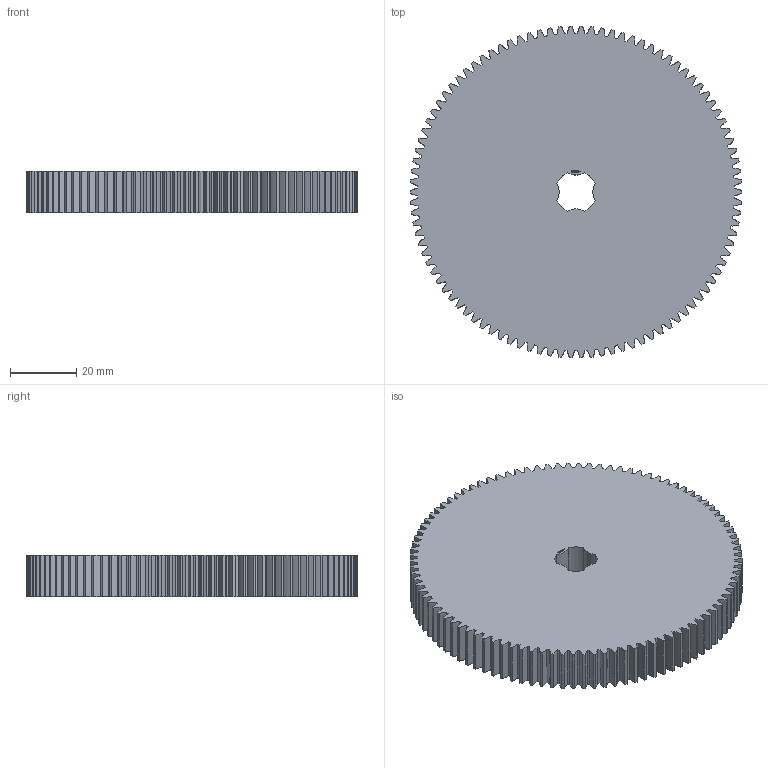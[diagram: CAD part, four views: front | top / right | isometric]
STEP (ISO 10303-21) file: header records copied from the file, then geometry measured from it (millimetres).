
FILE_DESCRIPTION(('FreeCAD Model'),'2;1');
FILE_NAME('Open CASCADE Shape Model','2024-03-11T23:50:52',(''),(''), 'Open CASCADE STEP processor 7.6','FreeCAD','Unknown');
FILE_SCHEMA(('AUTOMOTIVE_DESIGN { 1 0 10303 214 1 1 1 1 }'));
Products named in the file (1): Gear Wheel PLN TTH98 BU01.00 SFT-SHD - SPN-GWH-0372 (stemfie.org)
Bounding box: 100 x 99.97 x 12.5 mm (x, y, z)
Volume: 92649.6 mm3; surface area: 23073.4 mm2
Topology: 1 solids, 1 shells, 864 faces, 2499 edges, 1666 vertices
Faces by surface type: extrusion 534, plane 322, cylinder 8
Entity records: 85101 total; most frequent: CARTESIAN_POINT 33018, DIRECTION 6573, VECTOR 5863, LINE 5329, ORIENTED_EDGE 4998, PCURVE 4998, DEFINITIONAL_REPRESENTATION 4998, B_SPLINE_CURVE_WITH_KNOTS 2670
